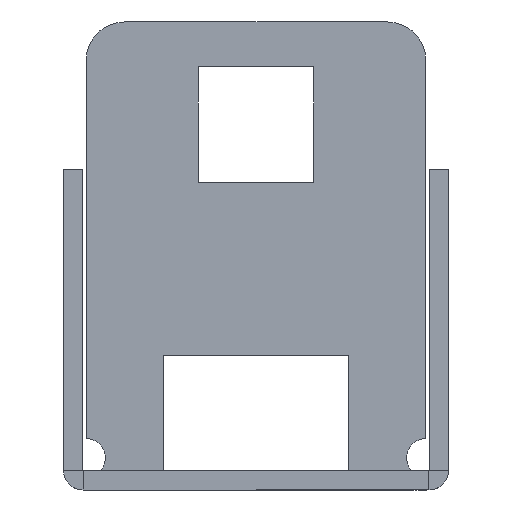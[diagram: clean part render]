
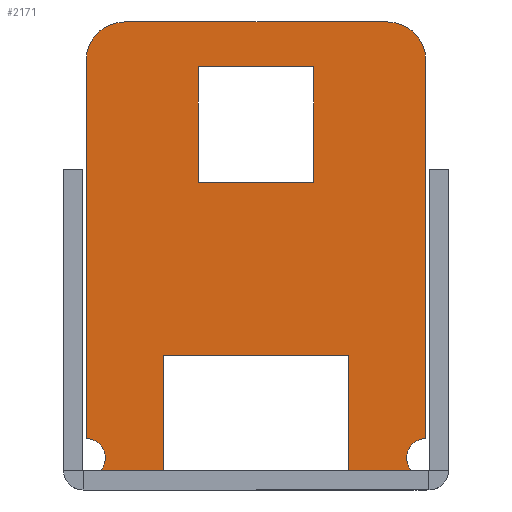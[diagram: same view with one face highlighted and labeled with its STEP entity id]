
A CAD part, left-side view. The second image highlights one B-rep face of the part: STEP entity #2171.
In plain terms, the highlighted planar face has unit normal (-1, 0, 0).
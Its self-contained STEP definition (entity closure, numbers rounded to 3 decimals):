
#709 = CARTESIAN_POINT ( 'NONE',  ( 121.25, -12.127, 1.51 ) ) ;
#712 = CARTESIAN_POINT ( 'NONE',  ( 121.25, 7.25, 10.5 ) ) ;
#716 = CARTESIAN_POINT ( 'NONE',  ( 121.25, 10.25, 36.5 ) ) ;
#717 = CARTESIAN_POINT ( 'NONE',  ( 121.25, 7.25, 1.51 ) ) ;
#720 = CARTESIAN_POINT ( 'NONE',  ( 121.25, -7.25, 1.51 ) ) ;
#721 = CARTESIAN_POINT ( 'NONE',  ( 121.25, 12.127, 1.51 ) ) ;
#722 = CARTESIAN_POINT ( 'NONE',  ( 121.25, -10.25, 36.5 ) ) ;
#726 = CARTESIAN_POINT ( 'NONE',  ( 121.25, 13.25, 33.5 ) ) ;
#731 = CARTESIAN_POINT ( 'NONE',  ( 121.25, -4.5, 24. ) ) ;
#760 = CARTESIAN_POINT ( 'NONE',  ( 121.25, -13.25, 33.5 ) ) ;
#770 = CARTESIAN_POINT ( 'NONE',  ( 121.25, 4.5, 24. ) ) ;
#781 = CARTESIAN_POINT ( 'NONE',  ( 121.25, -13.25, 4.004 ) ) ;
#788 = CARTESIAN_POINT ( 'NONE',  ( 121.25, -7.25, 10.5 ) ) ;
#790 = CARTESIAN_POINT ( 'NONE',  ( 121.25, -4.5, 33. ) ) ;
#801 = CARTESIAN_POINT ( 'NONE',  ( 121.25, 13.25, 4.004 ) ) ;
#809 = CARTESIAN_POINT ( 'NONE',  ( 121.25, 4.5, 33. ) ) ;
#1003 = DIRECTION ( 'NONE',  ( 0., 0., 1. ) ) ;
#1004 = DIRECTION ( 'NONE',  ( -1., 0., 0. ) ) ;
#1011 = CARTESIAN_POINT ( 'NONE',  ( 121.25, 13.25, 1.5 ) ) ;
#1016 = PLANE ( 'NONE',  #3149 ) ;
#1677 = CARTESIAN_POINT ( 'NONE',  ( 121.25, -13.25, 2.504 ) ) ;
#1680 = DIRECTION ( 'NONE',  ( 0., 0., 1. ) ) ;
#1681 = DIRECTION ( 'NONE',  ( 0., 0., -1. ) ) ;
#1682 = CARTESIAN_POINT ( 'NONE',  ( 121.25, 13.25, 2.504 ) ) ;
#1684 = CARTESIAN_POINT ( 'NONE',  ( 121.25, 7.25, -15.5 ) ) ;
#1685 = DIRECTION ( 'NONE',  ( 0., 0., 1. ) ) ;
#1686 = CARTESIAN_POINT ( 'NONE',  ( 121.25, 4.5, 33. ) ) ;
#1690 = DIRECTION ( 'NONE',  ( 0., -1., 0. ) ) ;
#1692 = CARTESIAN_POINT ( 'NONE',  ( 121.25, 10.25, 33.5 ) ) ;
#1693 = DIRECTION ( 'NONE',  ( 0., -1., 0. ) ) ;
#1699 = CARTESIAN_POINT ( 'NONE',  ( 121.25, -10.25, 33.5 ) ) ;
#1700 = DIRECTION ( 'NONE',  ( -1., 0., 0. ) ) ;
#1701 = DIRECTION ( 'NONE',  ( 0., 0., 1. ) ) ;
#1702 = CARTESIAN_POINT ( 'NONE',  ( 121.25, -4.5, 33. ) ) ;
#1703 = DIRECTION ( 'NONE',  ( 0., 0., -1. ) ) ;
#1704 = CARTESIAN_POINT ( 'NONE',  ( 121.25, 4.5, 33. ) ) ;
#1705 = DIRECTION ( 'NONE',  ( 0., 0., 1. ) ) ;
#1706 = DIRECTION ( 'NONE',  ( -1., 0., 0. ) ) ;
#1710 = CARTESIAN_POINT ( 'NONE',  ( 121.25, -13.25, 36.5 ) ) ;
#1711 = DIRECTION ( 'NONE',  ( -1., 0., 0. ) ) ;
#1714 = DIRECTION ( 'NONE',  ( 0., 1., 0. ) ) ;
#1717 = DIRECTION ( 'NONE',  ( 0., 0., -1. ) ) ;
#1718 = CARTESIAN_POINT ( 'NONE',  ( 121.25, 13.25, 36.5 ) ) ;
#1720 = CARTESIAN_POINT ( 'NONE',  ( 121.25, 4.5, 24. ) ) ;
#1721 = DIRECTION ( 'NONE',  ( 0., 0., 1. ) ) ;
#1731 = CARTESIAN_POINT ( 'NONE',  ( 121.25, -13.25, 1.51 ) ) ;
#1735 = CARTESIAN_POINT ( 'NONE',  ( 121.25, -13.25, 1.51 ) ) ;
#1736 = DIRECTION ( 'NONE',  ( 0., 1., 0. ) ) ;
#1741 = CARTESIAN_POINT ( 'NONE',  ( 121.25, 7.25, 10.5 ) ) ;
#1742 = DIRECTION ( 'NONE',  ( 0., 1., 0. ) ) ;
#1746 = CARTESIAN_POINT ( 'NONE',  ( 121.25, -13.25, 1.5 ) ) ;
#1806 = DIRECTION ( 'NONE',  ( 0., 0., 1. ) ) ;
#1807 = CARTESIAN_POINT ( 'NONE',  ( 121.25, -7.25, -15.5 ) ) ;
#1808 = DIRECTION ( 'NONE',  ( -1., 0., 0. ) ) ;
#1809 = DIRECTION ( 'NONE',  ( 0., 0., -1. ) ) ;
#1880 = DIRECTION ( 'NONE',  ( 0., 1., 0. ) ) ;
#2171 = ADVANCED_FACE ( 'NONE', ( #3651, #3597 ), #1016, .T. ) ;
#2329 = VERTEX_POINT ( 'NONE', #809 ) ;
#2337 = VERTEX_POINT ( 'NONE', #801 ) ;
#2346 = VERTEX_POINT ( 'NONE', #790 ) ;
#2347 = VERTEX_POINT ( 'NONE', #788 ) ;
#2378 = VERTEX_POINT ( 'NONE', #781 ) ;
#2385 = VERTEX_POINT ( 'NONE', #770 ) ;
#2393 = VERTEX_POINT ( 'NONE', #760 ) ;
#2418 = VERTEX_POINT ( 'NONE', #731 ) ;
#2421 = VERTEX_POINT ( 'NONE', #726 ) ;
#2426 = VERTEX_POINT ( 'NONE', #722 ) ;
#2427 = VERTEX_POINT ( 'NONE', #721 ) ;
#2428 = VERTEX_POINT ( 'NONE', #720 ) ;
#2431 = VERTEX_POINT ( 'NONE', #717 ) ;
#2432 = VERTEX_POINT ( 'NONE', #716 ) ;
#2435 = VERTEX_POINT ( 'NONE', #712 ) ;
#2440 = VERTEX_POINT ( 'NONE', #709 ) ;
#3058 = AXIS2_PLACEMENT_3D ( 'NONE', #1677, #1808, #1809 ) ;
#3060 = AXIS2_PLACEMENT_3D ( 'NONE', #1682, #1711, #1680 ) ;
#3061 = AXIS2_PLACEMENT_3D ( 'NONE', #1692, #1706, #1705 ) ;
#3063 = AXIS2_PLACEMENT_3D ( 'NONE', #1699, #1700, #1701 ) ;
#3149 = AXIS2_PLACEMENT_3D ( 'NONE', #1011, #1004, #1003 ) ;
#3597 = FACE_OUTER_BOUND ( 'NONE', #4823, .T. ) ;
#3651 = FACE_BOUND ( 'NONE', #4681, .T. ) ;
#3838 = ORIENTED_EDGE ( 'NONE', *, *, #5371, .F. ) ;
#3850 = ORIENTED_EDGE ( 'NONE', *, *, #5345, .F. ) ;
#3862 = ORIENTED_EDGE ( 'NONE', *, *, #5372, .F. ) ;
#4005 = ORIENTED_EDGE ( 'NONE', *, *, #5363, .T. ) ;
#4018 = ORIENTED_EDGE ( 'NONE', *, *, #5354, .T. ) ;
#4063 = ORIENTED_EDGE ( 'NONE', *, *, #5350, .F. ) ;
#4082 = ORIENTED_EDGE ( 'NONE', *, *, #5364, .T. ) ;
#4156 = ORIENTED_EDGE ( 'NONE', *, *, #5335, .F. ) ;
#4167 = ORIENTED_EDGE ( 'NONE', *, *, #5365, .T. ) ;
#4187 = ORIENTED_EDGE ( 'NONE', *, *, #5352, .F. ) ;
#4208 = ORIENTED_EDGE ( 'NONE', *, *, #5358, .T. ) ;
#4214 = ORIENTED_EDGE ( 'NONE', *, *, #5367, .F. ) ;
#4236 = ORIENTED_EDGE ( 'NONE', *, *, #5370, .F. ) ;
#4271 = ORIENTED_EDGE ( 'NONE', *, *, #5340, .F. ) ;
#4291 = ORIENTED_EDGE ( 'NONE', *, *, #5356, .F. ) ;
#4318 = ORIENTED_EDGE ( 'NONE', *, *, #5362, .T. ) ;
#4681 = EDGE_LOOP ( 'NONE', ( #4082, #4005, #4018, #4167 ) ) ;
#4823 = EDGE_LOOP ( 'NONE', ( #4063, #4318, #4291, #4208, #4187, #4214, #4156, #4236, #4271, #3838, #3850, #3862 ) ) ;
#5335 = EDGE_CURVE ( 'NONE', #2431, #2427, #5862, .T. ) ;
#5340 = EDGE_CURVE ( 'NONE', #2347, #2435, #5650, .T. ) ;
#5345 = EDGE_CURVE ( 'NONE', #2440, #2428, #5588, .T. ) ;
#5350 = EDGE_CURVE ( 'NONE', #2393, #2378, #5537, .T. ) ;
#5352 = EDGE_CURVE ( 'NONE', #2337, #2421, #5546, .T. ) ;
#5354 = EDGE_CURVE ( 'NONE', #2418, #2385, #5849, .T. ) ;
#5356 = EDGE_CURVE ( 'NONE', #2432, #2426, #5809, .T. ) ;
#5358 = EDGE_CURVE ( 'NONE', #2432, #2421, #5668, .T. ) ;
#5362 = EDGE_CURVE ( 'NONE', #2393, #2426, #5587, .T. ) ;
#5363 = EDGE_CURVE ( 'NONE', #2346, #2418, #5767, .T. ) ;
#5364 = EDGE_CURVE ( 'NONE', #2329, #2346, #5578, .T. ) ;
#5365 = EDGE_CURVE ( 'NONE', #2385, #2329, #5556, .T. ) ;
#5367 = EDGE_CURVE ( 'NONE', #2427, #2337, #5911, .T. ) ;
#5370 = EDGE_CURVE ( 'NONE', #2435, #2431, #5880, .T. ) ;
#5371 = EDGE_CURVE ( 'NONE', #2428, #2347, #5860, .T. ) ;
#5372 = EDGE_CURVE ( 'NONE', #2378, #2440, #5808, .T. ) ;
#5514 = VECTOR ( 'NONE', #1681, 1000. ) ;
#5537 = LINE ( 'NONE', #1746, #5861 ) ;
#5545 = VECTOR ( 'NONE', #1685, 1000. ) ;
#5546 = LINE ( 'NONE', #1718, #5820 ) ;
#5556 = LINE ( 'NONE', #1686, #5545 ) ;
#5566 = VECTOR ( 'NONE', #1690, 1000. ) ;
#5578 = LINE ( 'NONE', #1704, #5566 ) ;
#5579 = VECTOR ( 'NONE', #1714, 1000. ) ;
#5587 = CIRCLE ( 'NONE', #3063, 3. ) ;
#5588 = LINE ( 'NONE', #1731, #5579 ) ;
#5650 = LINE ( 'NONE', #1741, #5680 ) ;
#5668 = CIRCLE ( 'NONE', #3061, 3. ) ;
#5680 = VECTOR ( 'NONE', #1742, 1000. ) ;
#5690 = VECTOR ( 'NONE', #1703, 1000. ) ;
#5736 = VECTOR ( 'NONE', #1693, 1000. ) ;
#5767 = LINE ( 'NONE', #1702, #5690 ) ;
#5778 = VECTOR ( 'NONE', #1880, 1000. ) ;
#5779 = VECTOR ( 'NONE', #1736, 1000. ) ;
#5808 = CIRCLE ( 'NONE', #3058, 1.5 ) ;
#5809 = LINE ( 'NONE', #1710, #5736 ) ;
#5820 = VECTOR ( 'NONE', #1721, 1000. ) ;
#5848 = VECTOR ( 'NONE', #1806, 1000. ) ;
#5849 = LINE ( 'NONE', #1720, #5778 ) ;
#5860 = LINE ( 'NONE', #1807, #5848 ) ;
#5861 = VECTOR ( 'NONE', #1717, 1000. ) ;
#5862 = LINE ( 'NONE', #1735, #5779 ) ;
#5880 = LINE ( 'NONE', #1684, #5514 ) ;
#5911 = CIRCLE ( 'NONE', #3060, 1.5 ) ;
